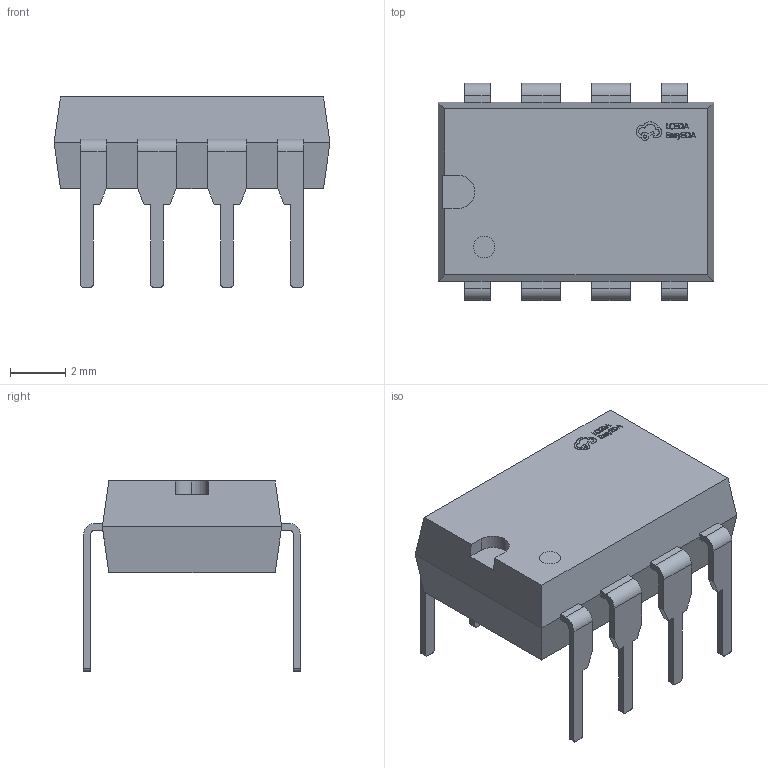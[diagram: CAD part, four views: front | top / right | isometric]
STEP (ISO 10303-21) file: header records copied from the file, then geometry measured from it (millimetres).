
FILE_DESCRIPTION (( 'STEP AP214' ), '1' );
FILE_NAME ('DIP-8_L10.0-W6.5-P2.54-LS7.6-BL.step', '2022-06-21T14:13:04', ( '' ), ( '' ), 'SwSTEP 2.0', 'SolidWorks 2020', '' );
FILE_SCHEMA (( 'AUTOMOTIVE_DESIGN' ));
Length unit declared in the file: millimetre
Products named in the file (1): DIP-8_L10.0-W6.5-P2.54-LS7.6-BL
Bounding box: 10 x 7.87 x 6.91 mm (x, y, z)
Volume: 211.6 mm3; surface area: 316.5 mm2
Topology: 1 solids, 1 shells, 425 faces, 1184 edges, 788 vertices
Faces by surface type: plane 277, bspline 112, cylinder 36
Entity records: 19419 total; most frequent: CARTESIAN_POINT 4502, ORIENTED_EDGE 2368, DIRECTION 1656, EDGE_CURVE 1184, LINE 884, VECTOR 884, VERTEX_POINT 788, EDGE_LOOP 452
